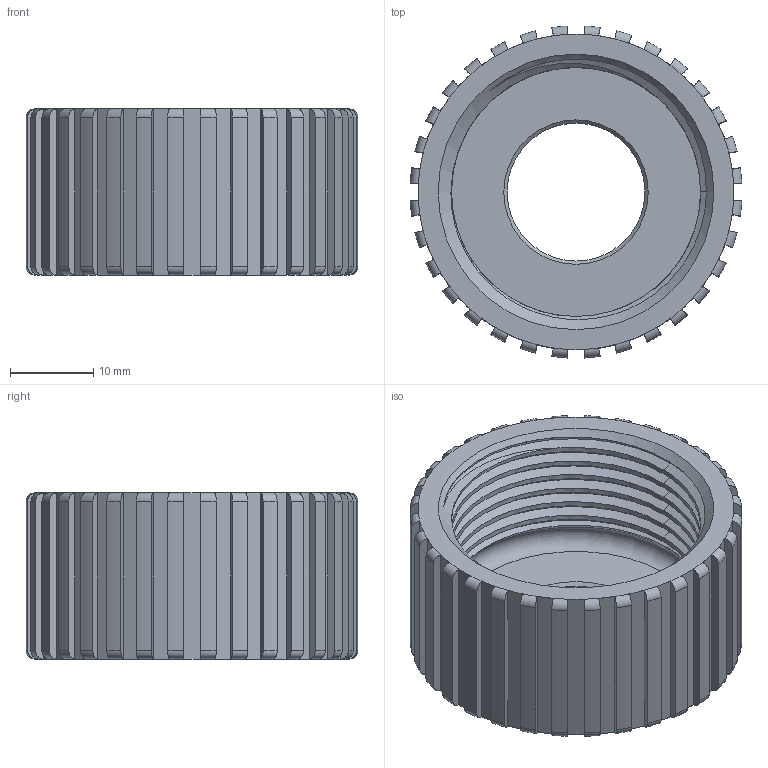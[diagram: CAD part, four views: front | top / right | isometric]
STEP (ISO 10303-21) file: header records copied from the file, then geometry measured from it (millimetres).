
FILE_DESCRIPTION(('FreeCAD Model'),'2;1');
FILE_NAME('Knurled_Wheel_Flat.step','2020-08-11T11:50:18',( 'Author'),(''),'Open CASCADE STEP processor 7.3','FreeCAD','Unknown' );
FILE_SCHEMA(('AUTOMOTIVE_DESIGN { 1 0 10303 214 1 1 1 1 }'));
Length unit declared in the file: millimetre
Products named in the file (1): Knurled_Wheel_Flat
Bounding box: 39.95 x 39.95 x 20 mm (x, y, z)
Volume: 10100.8 mm3; surface area: 8161.8 mm2
Topology: 1 solids, 1 shells, 226 faces, 586 edges, 363 vertices
Faces by surface type: plane 99, torus 65, cylinder 34, bspline 24, cone 4
Full cylindrical faces by diameter (mm): 16.6 x1
Entity records: 12132 total; most frequent: CARTESIAN_POINT 7201, ORIENTED_EDGE 1172, DIRECTION 815, EDGE_CURVE 586, VERTEX_POINT 363, AXIS2_PLACEMENT_3D 341, B_SPLINE_CURVE_WITH_KNOTS 315, FACE_BOUND 229
